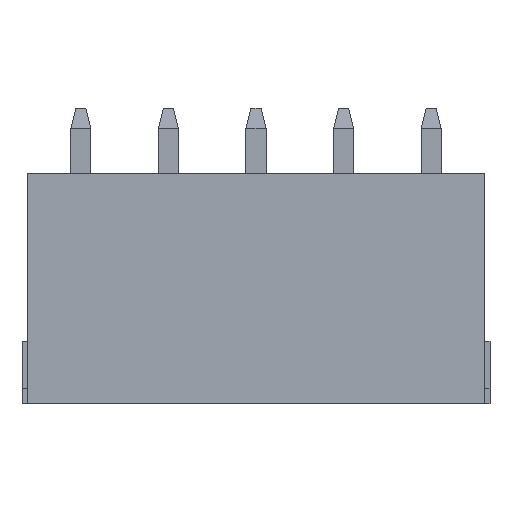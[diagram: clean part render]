
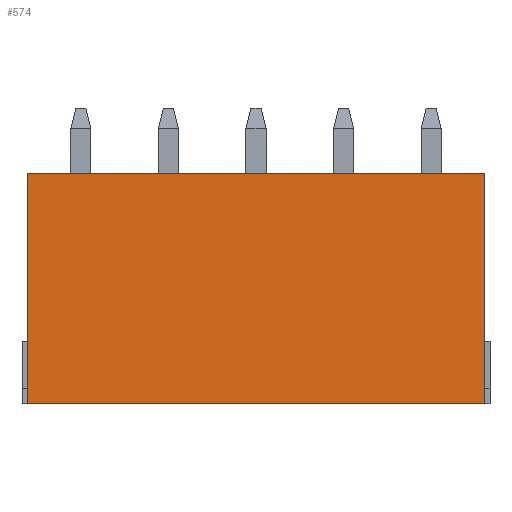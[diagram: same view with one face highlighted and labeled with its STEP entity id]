
A CAD part, front view. The second image highlights one B-rep face of the part: STEP entity #574.
In plain terms, the highlighted free-form (B-spline) face has degree [1, 1] with [2, 2] control points.
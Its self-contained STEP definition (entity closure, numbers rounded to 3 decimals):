
#37=CARTESIAN_POINT('',(2.15,-4.,0.));
#38=VERTEX_POINT('',#37);
#44=CARTESIAN_POINT('',(2.15,-4.,-9.2));
#45=VERTEX_POINT('',#44);
#46=CARTESIAN_POINT('',(2.15,-4.,0.));
#47=CARTESIAN_POINT('',(2.15,-4.,-9.2));
#48=B_SPLINE_CURVE_WITH_KNOTS('',1,(#46,#47),.POLYLINE_FORM.,.F.,.U.,(2,2),(0.,1.),.UNSPECIFIED.);
#49=EDGE_CURVE('',#38,#45,#48,.T.);
#157=CARTESIAN_POINT('',(-16.15,-4.,0.));
#158=VERTEX_POINT('',#157);
#164=CARTESIAN_POINT('',(-16.15,-4.,0.));
#165=CARTESIAN_POINT('',(2.15,-4.,0.));
#166=B_SPLINE_CURVE_WITH_KNOTS('',1,(#164,#165),.POLYLINE_FORM.,.F.,.U.,(2,2),(0.,1.),.UNSPECIFIED.);
#167=EDGE_CURVE('',#158,#38,#166,.T.);
#553=CARTESIAN_POINT('',(-17.241,-4.,5.641));
#554=CARTESIAN_POINT('',(3.241,-4.,5.641));
#555=CARTESIAN_POINT('',(-17.241,-4.,-14.841));
#556=CARTESIAN_POINT('',(3.241,-4.,-14.841));
#557=B_SPLINE_SURFACE_WITH_KNOTS('',1,1,((#553,#554),(#555,#556)),.PLANE_SURF.,.F.,.F.,.U.,(2,2),(2,2),(0.,1.),(0.,1.),.UNSPECIFIED.);
#558=ORIENTED_EDGE('',*,*,#49,.F.);
#559=ORIENTED_EDGE('',*,*,#167,.F.);
#560=CARTESIAN_POINT('',(-16.15,-4.,-9.2));
#561=VERTEX_POINT('',#560);
#562=CARTESIAN_POINT('',(-16.15,-4.,0.));
#563=CARTESIAN_POINT('',(-16.15,-4.,-9.2));
#564=B_SPLINE_CURVE_WITH_KNOTS('',1,(#562,#563),.POLYLINE_FORM.,.F.,.U.,(2,2),(0.,1.),.UNSPECIFIED.);
#565=EDGE_CURVE('',#158,#561,#564,.T.);
#566=ORIENTED_EDGE('',*,*,#565,.T.);
#567=CARTESIAN_POINT('',(-16.15,-4.,-9.2));
#568=CARTESIAN_POINT('',(2.15,-4.,-9.2));
#569=B_SPLINE_CURVE_WITH_KNOTS('',1,(#567,#568),.POLYLINE_FORM.,.F.,.U.,(2,2),(0.,1.),.UNSPECIFIED.);
#570=EDGE_CURVE('',#561,#45,#569,.T.);
#571=ORIENTED_EDGE('',*,*,#570,.T.);
#572=EDGE_LOOP('',(#558,#559,#566,#571));
#573=FACE_OUTER_BOUND('',#572,.T.);
#574=ADVANCED_FACE('',(#573),#557,.T.);
